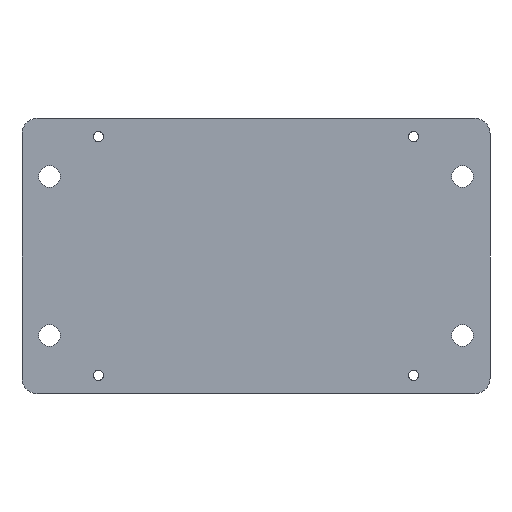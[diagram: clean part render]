
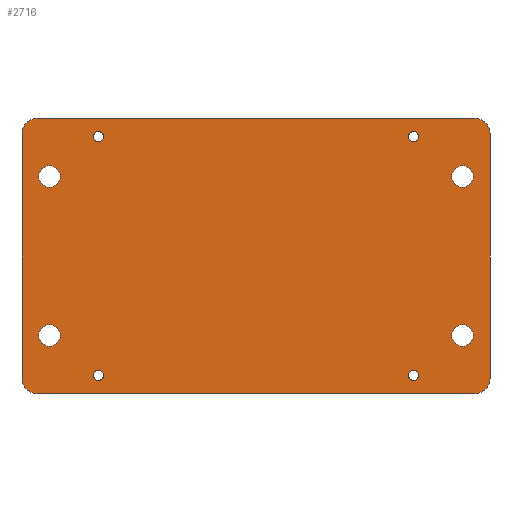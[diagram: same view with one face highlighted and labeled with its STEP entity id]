
A CAD part, front view. The second image highlights one B-rep face of the part: STEP entity #2716.
In plain terms, the highlighted planar face has unit normal (0, -1, 0).
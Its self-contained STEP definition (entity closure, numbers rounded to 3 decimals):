
#46=FACE_BOUND('',#456,.T.);
#47=FACE_BOUND('',#457,.T.);
#48=FACE_BOUND('',#458,.T.);
#49=FACE_BOUND('',#459,.T.);
#50=FACE_BOUND('',#460,.T.);
#51=FACE_BOUND('',#461,.T.);
#52=FACE_BOUND('',#462,.T.);
#53=FACE_BOUND('',#463,.T.);
#130=PLANE('',#3024);
#279=FACE_OUTER_BOUND('',#455,.T.);
#455=EDGE_LOOP('',(#2480,#2481,#2482,#2483,#2484,#2485,#2486,#2487));
#456=EDGE_LOOP('',(#2488));
#457=EDGE_LOOP('',(#2489));
#458=EDGE_LOOP('',(#2490));
#459=EDGE_LOOP('',(#2491));
#460=EDGE_LOOP('',(#2492));
#461=EDGE_LOOP('',(#2493));
#462=EDGE_LOOP('',(#2494));
#463=EDGE_LOOP('',(#2495));
#676=LINE('',#4571,#916);
#682=LINE('',#4584,#922);
#698=LINE('',#4636,#938);
#702=LINE('',#4644,#942);
#916=VECTOR('',#3772,1000.);
#922=VECTOR('',#3780,1000.);
#938=VECTOR('',#3836,1000.);
#942=VECTOR('',#3848,1000.);
#980=CIRCLE('',#2793,1.65);
#982=CIRCLE('',#2796,1.65);
#984=CIRCLE('',#2799,1.65);
#986=CIRCLE('',#2802,1.65);
#988=CIRCLE('',#2805,3.5);
#990=CIRCLE('',#2808,3.5);
#992=CIRCLE('',#2811,3.5);
#994=CIRCLE('',#2814,3.5);
#1076=CIRCLE('',#2999,5.);
#1079=CIRCLE('',#3003,5.);
#1081=CIRCLE('',#3006,5.);
#1082=CIRCLE('',#3008,5.);
#1136=VERTEX_POINT('',#3993);
#1138=VERTEX_POINT('',#3999);
#1140=VERTEX_POINT('',#4005);
#1142=VERTEX_POINT('',#4011);
#1144=VERTEX_POINT('',#4017);
#1146=VERTEX_POINT('',#4023);
#1148=VERTEX_POINT('',#4029);
#1150=VERTEX_POINT('',#4035);
#1320=VERTEX_POINT('',#4569);
#1321=VERTEX_POINT('',#4570);
#1326=VERTEX_POINT('',#4581);
#1327=VERTEX_POINT('',#4583);
#1328=VERTEX_POINT('',#4587);
#1331=VERTEX_POINT('',#4595);
#1333=VERTEX_POINT('',#4601);
#1334=VERTEX_POINT('',#4605);
#1404=EDGE_CURVE('',#1136,#1136,#980,.T.);
#1407=EDGE_CURVE('',#1138,#1138,#982,.T.);
#1410=EDGE_CURVE('',#1140,#1140,#984,.T.);
#1413=EDGE_CURVE('',#1142,#1142,#986,.T.);
#1416=EDGE_CURVE('',#1144,#1144,#988,.T.);
#1419=EDGE_CURVE('',#1146,#1146,#990,.T.);
#1422=EDGE_CURVE('',#1148,#1148,#992,.T.);
#1425=EDGE_CURVE('',#1150,#1150,#994,.T.);
#1688=EDGE_CURVE('',#1320,#1321,#676,.T.);
#1694=EDGE_CURVE('',#1327,#1326,#682,.T.);
#1696=EDGE_CURVE('',#1326,#1328,#1076,.T.);
#1700=EDGE_CURVE('',#1331,#1321,#1079,.T.);
#1704=EDGE_CURVE('',#1320,#1333,#1081,.T.);
#1705=EDGE_CURVE('',#1334,#1327,#1082,.T.);
#1722=EDGE_CURVE('',#1334,#1333,#698,.T.);
#1726=EDGE_CURVE('',#1328,#1331,#702,.T.);
#2480=ORIENTED_EDGE('',*,*,#1694,.T.);
#2481=ORIENTED_EDGE('',*,*,#1696,.T.);
#2482=ORIENTED_EDGE('',*,*,#1726,.T.);
#2483=ORIENTED_EDGE('',*,*,#1700,.T.);
#2484=ORIENTED_EDGE('',*,*,#1688,.F.);
#2485=ORIENTED_EDGE('',*,*,#1704,.T.);
#2486=ORIENTED_EDGE('',*,*,#1722,.F.);
#2487=ORIENTED_EDGE('',*,*,#1705,.T.);
#2488=ORIENTED_EDGE('',*,*,#1404,.T.);
#2489=ORIENTED_EDGE('',*,*,#1407,.T.);
#2490=ORIENTED_EDGE('',*,*,#1410,.T.);
#2491=ORIENTED_EDGE('',*,*,#1413,.T.);
#2492=ORIENTED_EDGE('',*,*,#1416,.T.);
#2493=ORIENTED_EDGE('',*,*,#1419,.T.);
#2494=ORIENTED_EDGE('',*,*,#1422,.T.);
#2495=ORIENTED_EDGE('',*,*,#1425,.T.);
#2716=ADVANCED_FACE('',(#279,#46,#47,#48,#49,#50,#51,#52,#53),#130,.F.);
#2793=AXIS2_PLACEMENT_3D('',#3994,#3176,#3177);
#2796=AXIS2_PLACEMENT_3D('',#4000,#3183,#3184);
#2799=AXIS2_PLACEMENT_3D('',#4006,#3190,#3191);
#2802=AXIS2_PLACEMENT_3D('',#4012,#3197,#3198);
#2805=AXIS2_PLACEMENT_3D('',#4018,#3204,#3205);
#2808=AXIS2_PLACEMENT_3D('',#4024,#3211,#3212);
#2811=AXIS2_PLACEMENT_3D('',#4030,#3218,#3219);
#2814=AXIS2_PLACEMENT_3D('',#4036,#3225,#3226);
#2999=AXIS2_PLACEMENT_3D('',#4588,#3784,#3785);
#3003=AXIS2_PLACEMENT_3D('',#4596,#3793,#3794);
#3006=AXIS2_PLACEMENT_3D('',#4603,#3801,#3802);
#3008=AXIS2_PLACEMENT_3D('',#4606,#3805,#3806);
#3024=AXIS2_PLACEMENT_3D('',#4648,#3854,#3855);
#3176=DIRECTION('center_axis',(0.,1.,0.));
#3177=DIRECTION('ref_axis',(0.,0.,1.));
#3183=DIRECTION('center_axis',(0.,1.,0.));
#3184=DIRECTION('ref_axis',(0.,0.,1.));
#3190=DIRECTION('center_axis',(0.,1.,0.));
#3191=DIRECTION('ref_axis',(0.,0.,1.));
#3197=DIRECTION('center_axis',(0.,1.,0.));
#3198=DIRECTION('ref_axis',(0.,0.,1.));
#3204=DIRECTION('center_axis',(0.,1.,0.));
#3205=DIRECTION('ref_axis',(0.,0.,1.));
#3211=DIRECTION('center_axis',(0.,1.,0.));
#3212=DIRECTION('ref_axis',(0.,0.,1.));
#3218=DIRECTION('center_axis',(0.,1.,0.));
#3219=DIRECTION('ref_axis',(0.,0.,1.));
#3225=DIRECTION('center_axis',(0.,1.,0.));
#3226=DIRECTION('ref_axis',(0.,0.,1.));
#3772=DIRECTION('',(0.,0.,-1.));
#3780=DIRECTION('',(0.,0.,-1.));
#3784=DIRECTION('center_axis',(0.,-1.,0.));
#3785=DIRECTION('ref_axis',(-1.,0.,0.));
#3793=DIRECTION('center_axis',(0.,-1.,0.));
#3794=DIRECTION('ref_axis',(-1.,0.,0.));
#3801=DIRECTION('center_axis',(0.,-1.,0.));
#3802=DIRECTION('ref_axis',(-1.,0.,0.));
#3805=DIRECTION('center_axis',(0.,-1.,0.));
#3806=DIRECTION('ref_axis',(-1.,0.,0.));
#3836=DIRECTION('',(1.,0.,0.));
#3848=DIRECTION('',(1.,0.,0.));
#3854=DIRECTION('center_axis',(0.,1.,0.));
#3855=DIRECTION('ref_axis',(-1.,0.,0.));
#3993=CARTESIAN_POINT('',(-51.5,0.,4.35));
#3994=CARTESIAN_POINT('Origin',(-51.5,0.,6.));
#3999=CARTESIAN_POINT('',(-51.5,0.,82.35));
#4000=CARTESIAN_POINT('Origin',(-51.5,0.,
84.));
#4005=CARTESIAN_POINT('',(51.5,0.,4.35));
#4006=CARTESIAN_POINT('Origin',(51.5,0.,6.));
#4011=CARTESIAN_POINT('',(51.5,0.,82.35));
#4012=CARTESIAN_POINT('Origin',(51.5,0.,
84.));
#4017=CARTESIAN_POINT('',(-67.5,0.,67.5));
#4018=CARTESIAN_POINT('Origin',(-67.5,0.,
71.));
#4023=CARTESIAN_POINT('',(67.5,0.,67.5));
#4024=CARTESIAN_POINT('Origin',(67.5,0.,
71.));
#4029=CARTESIAN_POINT('',(67.5,0.,15.5));
#4030=CARTESIAN_POINT('Origin',(67.5,0.,19.));
#4035=CARTESIAN_POINT('',(-67.5,0.,15.5));
#4036=CARTESIAN_POINT('Origin',(-67.5,0.,19.));
#4569=CARTESIAN_POINT('',(76.5,0.,85.));
#4570=CARTESIAN_POINT('',(76.5,0.,5.));
#4571=CARTESIAN_POINT('',(76.5,0.,90.));
#4581=CARTESIAN_POINT('',(-76.5,0.,5.));
#4583=CARTESIAN_POINT('',(-76.5,0.,85.));
#4584=CARTESIAN_POINT('',(-76.5,0.,90.));
#4587=CARTESIAN_POINT('',(-71.5,0.,0.));
#4588=CARTESIAN_POINT('Origin',(-71.5,0.,5.));
#4595=CARTESIAN_POINT('',(71.5,0.,0.));
#4596=CARTESIAN_POINT('Origin',(71.5,0.,5.));
#4601=CARTESIAN_POINT('',(71.5,0.,90.));
#4603=CARTESIAN_POINT('Origin',(71.5,0.,85.));
#4605=CARTESIAN_POINT('',(-71.5,0.,90.));
#4606=CARTESIAN_POINT('Origin',(-71.5,0.,85.));
#4636=CARTESIAN_POINT('',(-76.5,0.,90.));
#4644=CARTESIAN_POINT('',(-76.5,0.,0.));
#4648=CARTESIAN_POINT('Origin',(-76.5,0.,90.));
